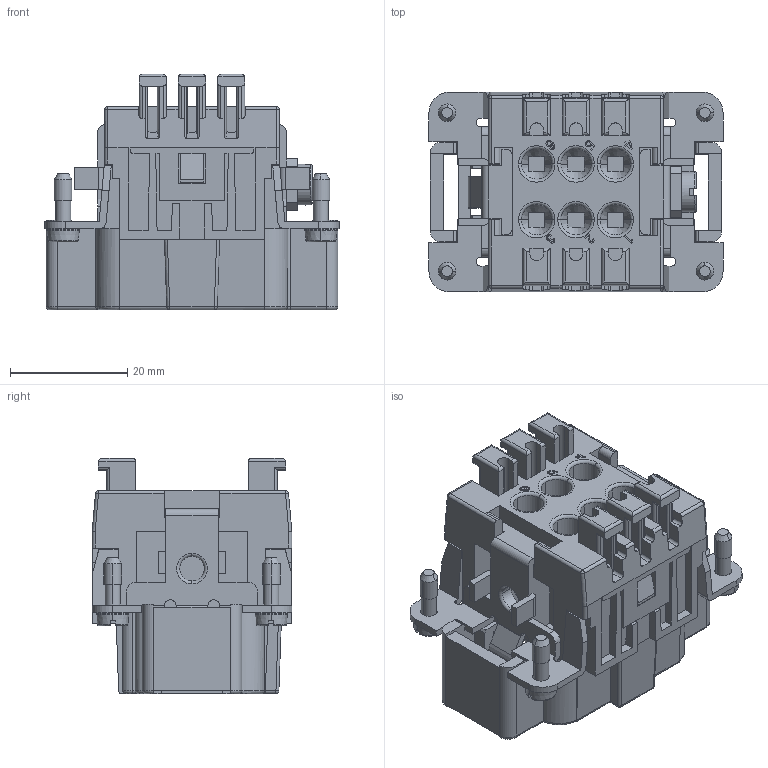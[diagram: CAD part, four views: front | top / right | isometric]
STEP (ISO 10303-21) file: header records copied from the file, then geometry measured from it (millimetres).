
FILE_DESCRIPTION(('Creo Elements/Direct Modeling STEP Export'),'2;1');
FILE_NAME('0ln7tug4qv6srl25056','2019-05-30T13:51:29',(''),(''),'Creo Elements/Direct Modeling STEP processor for AP214 (Solid Model)','Creo Elements/Direct Modeling 20.1B 02-Apr-2019 (C) Parametric Technology GmbH','');
FILE_SCHEMA(('AUTOMOTIVE_DESIGN { 1 0 10303 214 1 1 1 1 }'));
Length unit declared in the file: millimetre
Products named in the file (2): CSHM_06_S
Assembly tree (1 placements, depth 2):
  CSHM_06_S
    CSHM_06_S
Bounding box: 50.1 x 34 x 40.1 mm (x, y, z)
Volume: 24256.7 mm3; surface area: 18260.7 mm2
Topology: 1 solids, 1 shells, 1183 faces, 3793 edges, 2635 vertices
Faces by surface type: plane 737, cylinder 313, cone 66, torus 57, sphere 10
Entity records: 52640 total; most frequent: CARTESIAN_POINT 10316, ORIENTED_EDGE 7574, DIRECTION 6158, EDGE_CURVE 3783, VECTOR 2712, LINE 2712, VERTEX_POINT 2635, AXIS2_PLACEMENT_3D 1723
